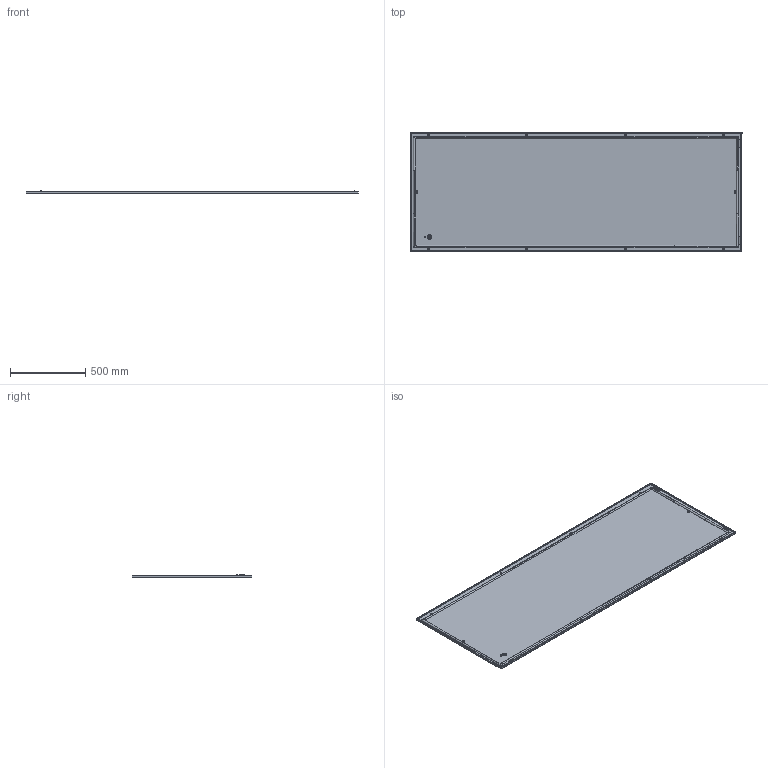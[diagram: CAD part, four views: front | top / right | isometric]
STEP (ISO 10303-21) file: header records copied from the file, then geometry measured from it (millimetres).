
FILE_DESCRIPTION (( 'STEP AP214' ), '1' );
FILE_NAME ('YKM40D-FO-FP-220-080-54 FORMAT Ïàíåëü çàäíÿÿ 2200õ800 IP54 IEK.STEP', '2024-09-25T13:03:07', ( '' ), ( '' ), 'SwSTEP 2.0', 'SolidWorks 2022', '' );
FILE_SCHEMA (( 'AUTOMOTIVE_DESIGN' ));
Length unit declared in the file: millimetre
Products named in the file (1): YKM40D-FO-FP-220-080-54 FORMAT Панель задняя 2200х800 IP54 IEK
Bounding box: 2200 x 795 x 17.9 mm (x, y, z)
Volume: 3039206.7 mm3; surface area: 3763020 mm2
Topology: 1 solids, 1 shells, 236 faces, 642 edges, 408 vertices
Faces by surface type: plane 110, cone 64, cylinder 51, bspline 11
Entity records: 8745 total; most frequent: CARTESIAN_POINT 2127, ORIENTED_EDGE 1284, DIRECTION 1174, EDGE_CURVE 642, LINE 414, VECTOR 414, VERTEX_POINT 408, AXIS2_PLACEMENT_3D 380
